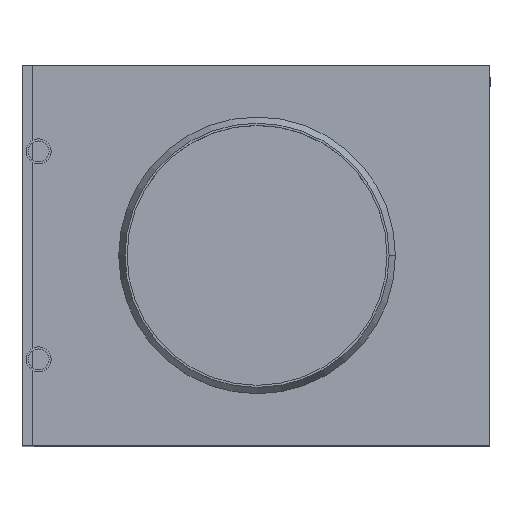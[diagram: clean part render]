
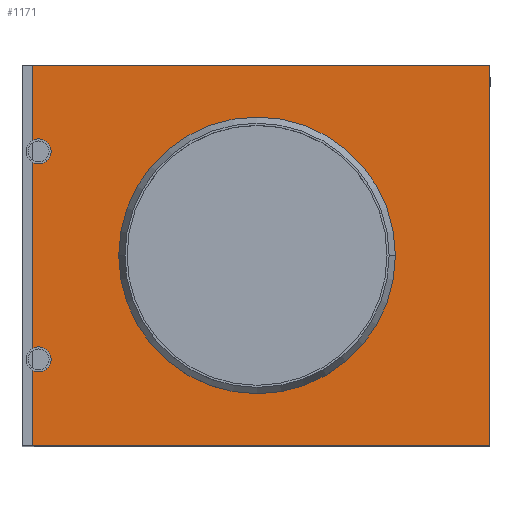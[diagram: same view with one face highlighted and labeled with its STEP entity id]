
A CAD part, top view. The second image highlights one B-rep face of the part: STEP entity #1171.
In plain terms, the highlighted planar face has unit normal (0, 0, 1).
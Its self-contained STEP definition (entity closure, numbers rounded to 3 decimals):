
#1067 = VERTEX_POINT ( 'NONE', #3762 ) ;
#1118 = VERTEX_POINT ( 'NONE', #3905 ) ;
#1144 = VERTEX_POINT ( 'NONE', #3978 ) ;
#1146 = EDGE_CURVE ( 'NONE', #1144, #1067, #3976, .T. ) ;
#1149 = EDGE_CURVE ( 'NONE', #1150, #1067, #3967, .T. ) ;
#1150 = VERTEX_POINT ( 'NONE', #3963 ) ;
#1151 = ORIENTED_EDGE ( 'NONE', *, *, #1146, .F. ) ;
#1152 = ORIENTED_EDGE ( 'NONE', *, *, #1153, .F. ) ;
#1153 = EDGE_CURVE ( 'NONE', #1154, #1144, #3962, .T. ) ;
#1154 = VERTEX_POINT ( 'NONE', #3957 ) ;
#1155 = ORIENTED_EDGE ( 'NONE', *, *, #1156, .T. ) ;
#1156 = EDGE_CURVE ( 'NONE', #1154, #1157, #3956, .T. ) ;
#1157 = VERTEX_POINT ( 'NONE', #3952 ) ;
#1158 = ORIENTED_EDGE ( 'NONE', *, *, #1159, .T. ) ;
#1159 = EDGE_CURVE ( 'NONE', #1157, #1160, #3950, .T. ) ;
#1160 = VERTEX_POINT ( 'NONE', #4007 ) ;
#1161 = ORIENTED_EDGE ( 'NONE', *, *, #1162, .T. ) ;
#1162 = EDGE_CURVE ( 'NONE', #1160, #1163, #4006, .T. ) ;
#1163 = VERTEX_POINT ( 'NONE', #4002 ) ;
#1171 = ADVANCED_FACE ( 'NONE', ( #3986, #3985 ), #3984, .T. ) ;
#1172 = EDGE_LOOP ( 'NONE', ( #1173, #1174 ) ) ;
#1173 = ORIENTED_EDGE ( 'NONE', *, *, #1189, .F. ) ;
#1174 = ORIENTED_EDGE ( 'NONE', *, *, #1175, .F. ) ;
#1175 = EDGE_CURVE ( 'NONE', #5257, #5273, #4040, .T. ) ;
#1176 = EDGE_LOOP ( 'NONE', ( #1177, #1151, #1152, #1155, #1158, #1161, #1220, #1223, #1225, #1226 ) ) ;
#1177 = ORIENTED_EDGE ( 'NONE', *, *, #1149, .T. ) ;
#1179 = EDGE_CURVE ( 'NONE', #1118, #1180, #4036, .T. ) ;
#1180 = VERTEX_POINT ( 'NONE', #4031 ) ;
#1189 = EDGE_CURVE ( 'NONE', #5273, #5257, #4014, .T. ) ;
#1220 = ORIENTED_EDGE ( 'NONE', *, *, #1221, .T. ) ;
#1221 = EDGE_CURVE ( 'NONE', #1163, #1222, #4083, .T. ) ;
#1222 = VERTEX_POINT ( 'NONE', #4079 ) ;
#1223 = ORIENTED_EDGE ( 'NONE', *, *, #1224, .T. ) ;
#1224 = EDGE_CURVE ( 'NONE', #1222, #1180, #4078, .T. ) ;
#1225 = ORIENTED_EDGE ( 'NONE', *, *, #1179, .F. ) ;
#1226 = ORIENTED_EDGE ( 'NONE', *, *, #1227, .F. ) ;
#1227 = EDGE_CURVE ( 'NONE', #1150, #1118, #4074, .T. ) ;
#3762 = CARTESIAN_POINT ( 'NONE',  ( -108., 42.696, 150. ) ) ;
#3905 = CARTESIAN_POINT ( 'NONE',  ( -99., 137.5, 150. ) ) ;
#3947 = DIRECTION ( 'NONE',  ( 1., 0., 0. ) ) ;
#3948 = VECTOR ( 'NONE', #3947, 1000. ) ;
#3949 = CARTESIAN_POINT ( 'NONE',  ( -108., -4., 150. ) ) ;
#3950 = LINE ( 'NONE', #3949, #3948 ) ;
#3952 = CARTESIAN_POINT ( 'NONE',  ( -108., -4., 150. ) ) ;
#3953 = DIRECTION ( 'NONE',  ( 0., -1., 0. ) ) ;
#3954 = VECTOR ( 'NONE', #3953, 1000. ) ;
#3955 = CARTESIAN_POINT ( 'NONE',  ( -108., 179., 150. ) ) ;
#3956 = LINE ( 'NONE', #3955, #3954 ) ;
#3957 = CARTESIAN_POINT ( 'NONE',  ( -108., 32.304, 150. ) ) ;
#3958 = DIRECTION ( 'NONE',  ( 1., 0., 0. ) ) ;
#3959 = DIRECTION ( 'NONE',  ( 0., 0., 1. ) ) ;
#3960 = CARTESIAN_POINT ( 'NONE',  ( -105., 37.5, 150. ) ) ;
#3961 = AXIS2_PLACEMENT_3D ( 'NONE', #3960, #3959, #3958 ) ;
#3962 = CIRCLE ( 'NONE', #3961, 6. ) ;
#3963 = CARTESIAN_POINT ( 'NONE',  ( -108., 132.304, 150. ) ) ;
#3964 = DIRECTION ( 'NONE',  ( 0., -1., 0. ) ) ;
#3965 = VECTOR ( 'NONE', #3964, 1000. ) ;
#3966 = CARTESIAN_POINT ( 'NONE',  ( -108., 179., 150. ) ) ;
#3967 = LINE ( 'NONE', #3966, #3965 ) ;
#3972 = DIRECTION ( 'NONE',  ( 1., 0., 0. ) ) ;
#3973 = DIRECTION ( 'NONE',  ( 0., 0., 1. ) ) ;
#3974 = CARTESIAN_POINT ( 'NONE',  ( -105., 37.5, 150. ) ) ;
#3975 = AXIS2_PLACEMENT_3D ( 'NONE', #3974, #3973, #3972 ) ;
#3976 = CIRCLE ( 'NONE', #3975, 6. ) ;
#3978 = CARTESIAN_POINT ( 'NONE',  ( -99., 37.5, 150. ) ) ;
#3979 = DIRECTION ( 'NONE',  ( 1., 0., 0. ) ) ;
#3980 = DIRECTION ( 'NONE',  ( 0., 0., 1. ) ) ;
#3981 = AXIS2_PLACEMENT_3D ( 'NONE', #3983, #3980, #3979 ) ;
#3982 = CARTESIAN_POINT ( 'NONE',  ( 0., 87.5, 150. ) ) ;
#3983 = CARTESIAN_POINT ( 'NONE',  ( -108., -4., 150. ) ) ;
#3984 = PLANE ( 'NONE',  #3981 ) ;
#3985 = FACE_OUTER_BOUND ( 'NONE', #1176, .T. ) ;
#3986 = FACE_BOUND ( 'NONE', #1172, .T. ) ;
#4002 = CARTESIAN_POINT ( 'NONE',  ( 112., 179., 150. ) ) ;
#4003 = DIRECTION ( 'NONE',  ( 0., 1., 0. ) ) ;
#4004 = VECTOR ( 'NONE', #4003, 1000. ) ;
#4005 = CARTESIAN_POINT ( 'NONE',  ( 112., 179., 150. ) ) ;
#4006 = LINE ( 'NONE', #4005, #4004 ) ;
#4007 = CARTESIAN_POINT ( 'NONE',  ( 112., -4., 150. ) ) ;
#4010 = DIRECTION ( 'NONE',  ( 1., 0., 0. ) ) ;
#4011 = DIRECTION ( 'NONE',  ( 0., 0., 1. ) ) ;
#4012 = CARTESIAN_POINT ( 'NONE',  ( 0., 87.5, 150. ) ) ;
#4013 = AXIS2_PLACEMENT_3D ( 'NONE', #4012, #4011, #4010 ) ;
#4014 = CIRCLE ( 'NONE', #4013, 62.5 ) ;
#4031 = CARTESIAN_POINT ( 'NONE',  ( -108., 142.696, 150. ) ) ;
#4032 = DIRECTION ( 'NONE',  ( 1., 0., 0. ) ) ;
#4033 = DIRECTION ( 'NONE',  ( 0., 0., 1. ) ) ;
#4034 = CARTESIAN_POINT ( 'NONE',  ( -105., 137.5, 150. ) ) ;
#4035 = AXIS2_PLACEMENT_3D ( 'NONE', #4034, #4033, #4032 ) ;
#4036 = CIRCLE ( 'NONE', #4035, 6. ) ;
#4037 = DIRECTION ( 'NONE',  ( 1., 0., 0. ) ) ;
#4038 = DIRECTION ( 'NONE',  ( 0., 0., 1. ) ) ;
#4039 = AXIS2_PLACEMENT_3D ( 'NONE', #3982, #4038, #4037 ) ;
#4040 = CIRCLE ( 'NONE', #4039, 62.5 ) ;
#4072 = CARTESIAN_POINT ( 'NONE',  ( -105., 137.5, 150. ) ) ;
#4073 = AXIS2_PLACEMENT_3D ( 'NONE', #4072, #4135, #4134 ) ;
#4074 = CIRCLE ( 'NONE', #4073, 6. ) ;
#4075 = DIRECTION ( 'NONE',  ( 0., -1., 0. ) ) ;
#4076 = VECTOR ( 'NONE', #4075, 1000. ) ;
#4077 = CARTESIAN_POINT ( 'NONE',  ( -108., 179., 150. ) ) ;
#4078 = LINE ( 'NONE', #4077, #4076 ) ;
#4079 = CARTESIAN_POINT ( 'NONE',  ( -108., 179., 150. ) ) ;
#4080 = DIRECTION ( 'NONE',  ( -1., 0., 0. ) ) ;
#4081 = VECTOR ( 'NONE', #4080, 1000. ) ;
#4082 = CARTESIAN_POINT ( 'NONE',  ( -108., 179., 150. ) ) ;
#4083 = LINE ( 'NONE', #4082, #4081 ) ;
#4134 = DIRECTION ( 'NONE',  ( 1., 0., 0. ) ) ;
#4135 = DIRECTION ( 'NONE',  ( 0., 0., 1. ) ) ;
#5077 = CARTESIAN_POINT ( 'NONE',  ( 62.5, 87.5, 150. ) ) ;
#5112 = CARTESIAN_POINT ( 'NONE',  ( -62.5, 87.5, 150. ) ) ;
#5257 = VERTEX_POINT ( 'NONE', #5077 ) ;
#5273 = VERTEX_POINT ( 'NONE', #5112 ) ;
